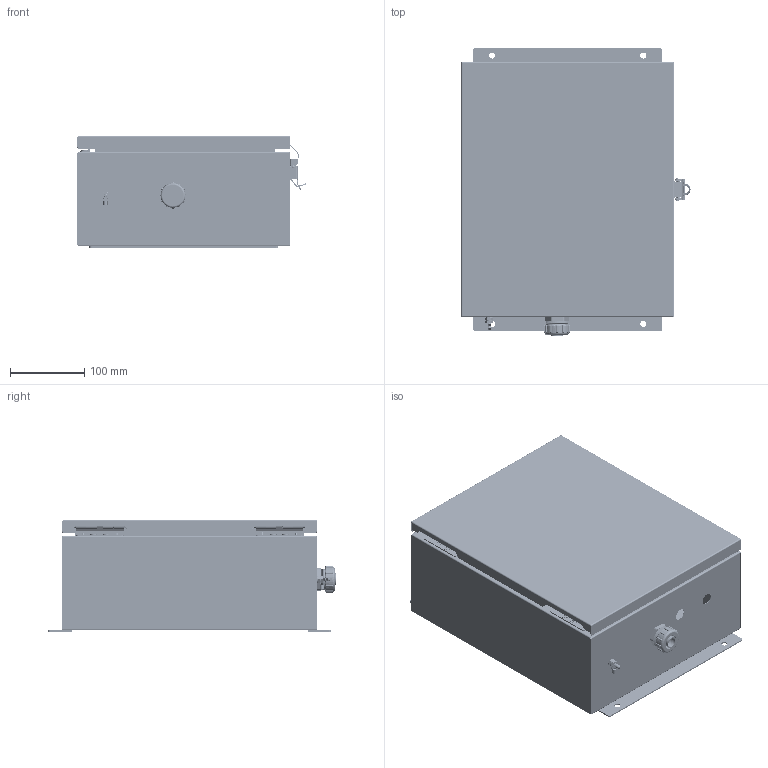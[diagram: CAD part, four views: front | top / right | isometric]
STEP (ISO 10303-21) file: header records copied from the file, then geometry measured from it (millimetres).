
FILE_DESCRIPTION (( 'STEP AP214' ), '1' );
FILE_NAME ('NBSS121006-02.step', '2020-03-18T18:49:35', ( '' ), ( '' ), 'SwSTEP 2.0', 'SolidWorks 2018', '' );
FILE_SCHEMA (( 'AUTOMOTIVE_DESIGN' ));
Length unit declared in the file: inch
Products named in the file (30): XFW-0002; 9912562-82-10_1; NBSS121006_box assy; RIVET_LONG_12DIA_1; XFS-0026; NBSS_integra_box brkt; XFS-0020_91735A827; XCT-0010; NBSS_integra_csink wshr; 97H9235-26300_1; XC-0003; NBSS121006_lid; XCA-TERM-0007-UL_Used On NB141207-1HF; XNBSS121006-01; XCT-0005; NBSS_integra_latch; L-COM-FLANGE_505152-FLANGE_1; NBSS_integra_fhscr_91771A830_10-32 x .62lg; NBSS121006_lid assy; NBSS_integra_box hinge; RIVET_SHORT_12DIA_1; NBSS_integra_hinge pin; NEMA Ground Wire-MA1; NBSS121006-02; NBSS121006_box; 91115A288_18-8 SS FF THD HEX STDF_91115A288; XFN-0003; NBSS121006; XCT-0011; 10-32 stud^NBSS121006_box assy
Assembly tree (55 placements, depth 6):
  NBSS121006-02
    XNBSS121006-01
      NBSS121006
        NBSS121006_box assy
          NBSS121006_box
          NBSS_integra_box hinge  x2
          NBSS_integra_box brkt  x2
          NBSS_integra_hinge pin  x2
          NBSS_integra_fhscr_91771A830_10-32 x .62lg  x4
          NBSS_integra_csink wshr  x4
          NBSS_integra_latch
            9912562-82-10_1
            RIVET_LONG_12DIA_1
            RIVET_SHORT_12DIA_1  x2
          10-32 stud^NBSS121006_box assy  x4
          91115A288_18-8 SS FF THD HEX STDF_91115A288  x4
          L-COM-FLANGE_505152-FLANGE_1  x2
        NBSS121006_lid assy
          NBSS121006_lid
          97H9235-26300_1  x2
    XC-0003
    XCA-TERM-0007-UL_Used On NB141207-1HF
      NEMA Ground Wire-MA1
      XCT-0010
      XCT-0011
    XFS-0026
    XFW-0002  x5
    XFN-0003  x2
    XCT-0005
    XFS-0020_91735A827  x4
Bounding box: 307.97 x 387.35 x 149.89 mm (x, y, z)
Volume: 713145.2 mm3; surface area: 929529.1 mm2
Topology: 53 solids, 54 shells, 2872 faces, 7574 edges, 4833 vertices
Faces by surface type: cylinder 1246, plane 916, cone 453, torus 158, bspline 91, sphere 8
Entity records: 68783 total; most frequent: CARTESIAN_POINT 21003, ORIENTED_EDGE 8382, DIRECTION 8346, EDGE_CURVE 4191, AXIS2_PLACEMENT_3D 3162, VERTEX_POINT 2633, LINE 2022, VECTOR 2022
